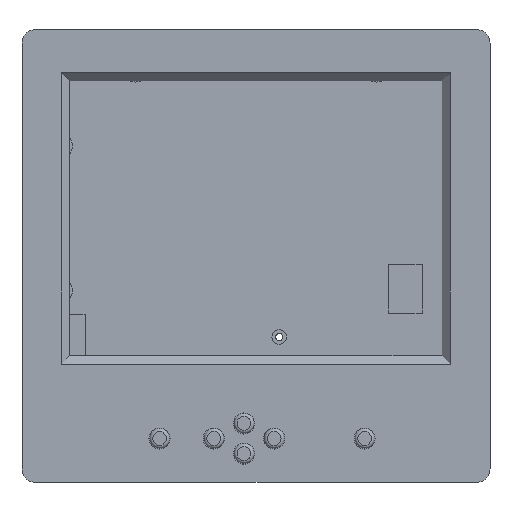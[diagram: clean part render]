
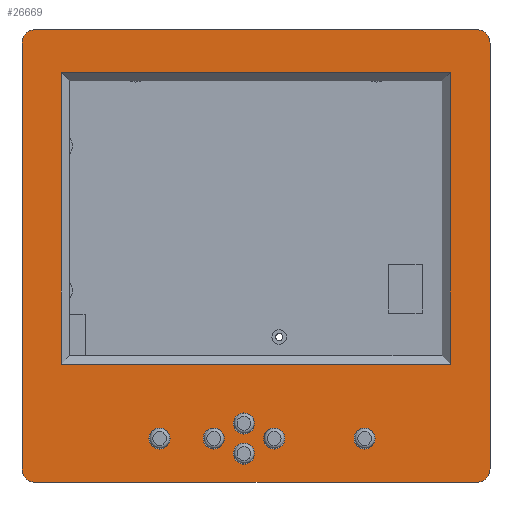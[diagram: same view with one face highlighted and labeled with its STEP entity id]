
A CAD part, top view. The second image highlights one B-rep face of the part: STEP entity #26669.
In plain terms, the highlighted planar face has unit normal (0, 0, 1).
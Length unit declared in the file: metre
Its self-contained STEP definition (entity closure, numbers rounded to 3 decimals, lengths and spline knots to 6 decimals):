
#1030=LINE('',#39473,#4071);
#1033=LINE('',#39483,#4074);
#1036=LINE('',#39508,#4077);
#1037=LINE('',#39511,#4078);
#1038=LINE('',#39512,#4079);
#1039=LINE('',#39515,#4080);
#1040=LINE('',#39517,#4081);
#1041=LINE('',#39519,#4082);
#4071=VECTOR('',#31664,1.);
#4074=VECTOR('',#31675,1.);
#4077=VECTOR('',#31700,1.);
#4078=VECTOR('',#31703,1.);
#4079=VECTOR('',#31704,1.);
#4080=VECTOR('',#31705,1.);
#4081=VECTOR('',#31706,1.);
#4082=VECTOR('',#31707,1.);
#7859=ORIENTED_EDGE('',*,*,#14995,.F.);
#7860=ORIENTED_EDGE('',*,*,#14996,.F.);
#7861=ORIENTED_EDGE('',*,*,#14997,.F.);
#7862=ORIENTED_EDGE('',*,*,#14998,.F.);
#7863=ORIENTED_EDGE('',*,*,#14999,.F.);
#7864=ORIENTED_EDGE('',*,*,#15000,.F.);
#7865=ORIENTED_EDGE('',*,*,#15001,.T.);
#7866=ORIENTED_EDGE('',*,*,#15002,.T.);
#7867=ORIENTED_EDGE('',*,*,#14993,.T.);
#7868=ORIENTED_EDGE('',*,*,#14990,.T.);
#7869=ORIENTED_EDGE('',*,*,#14987,.T.);
#7870=ORIENTED_EDGE('',*,*,#14985,.T.);
#7871=ORIENTED_EDGE('',*,*,#15003,.T.);
#7872=ORIENTED_EDGE('',*,*,#15004,.T.);
#7873=ORIENTED_EDGE('',*,*,#15005,.F.);
#7874=ORIENTED_EDGE('',*,*,#15006,.F.);
#7875=ORIENTED_EDGE('',*,*,#15007,.F.);
#7876=ORIENTED_EDGE('',*,*,#15008,.F.);
#14985=EDGE_CURVE('',#18665,#18668,#1030,.T.);
#14987=EDGE_CURVE('',#18670,#18665,#20954,.T.);
#14990=EDGE_CURVE('',#18672,#18670,#1033,.T.);
#14993=EDGE_CURVE('',#18674,#18672,#20956,.T.);
#14995=EDGE_CURVE('',#18675,#18675,#20957,.T.);
#14996=EDGE_CURVE('',#18676,#18676,#20958,.T.);
#14997=EDGE_CURVE('',#18677,#18677,#20959,.T.);
#14998=EDGE_CURVE('',#18678,#18678,#20960,.T.);
#14999=EDGE_CURVE('',#18679,#18679,#20961,.T.);
#15000=EDGE_CURVE('',#18680,#18680,#20962,.T.);
#15001=EDGE_CURVE('',#18681,#18682,#20963,.T.);
#15002=EDGE_CURVE('',#18682,#18674,#1036,.T.);
#15003=EDGE_CURVE('',#18668,#18683,#20964,.T.);
#15004=EDGE_CURVE('',#18683,#18681,#1037,.T.);
#15005=EDGE_CURVE('',#18684,#18685,#1038,.T.);
#15006=EDGE_CURVE('',#18686,#18684,#1039,.T.);
#15007=EDGE_CURVE('',#18687,#18686,#1040,.T.);
#15008=EDGE_CURVE('',#18685,#18687,#1041,.T.);
#18665=VERTEX_POINT('',#39467);
#18668=VERTEX_POINT('',#39472);
#18670=VERTEX_POINT('',#39478);
#18672=VERTEX_POINT('',#39484);
#18674=VERTEX_POINT('',#39490);
#18675=VERTEX_POINT('',#39494);
#18676=VERTEX_POINT('',#39496);
#18677=VERTEX_POINT('',#39498);
#18678=VERTEX_POINT('',#39500);
#18679=VERTEX_POINT('',#39502);
#18680=VERTEX_POINT('',#39504);
#18681=VERTEX_POINT('',#39506);
#18682=VERTEX_POINT('',#39507);
#18683=VERTEX_POINT('',#39510);
#18684=VERTEX_POINT('',#39513);
#18685=VERTEX_POINT('',#39514);
#18686=VERTEX_POINT('',#39516);
#18687=VERTEX_POINT('',#39518);
#20954=CIRCLE('',#28446,0.0045);
#20956=CIRCLE('',#28450,0.0045);
#20957=CIRCLE('',#28452,0.0035);
#20958=CIRCLE('',#28453,0.0035);
#20959=CIRCLE('',#28454,0.0035);
#20960=CIRCLE('',#28455,0.0035);
#20961=CIRCLE('',#28456,0.0035);
#20962=CIRCLE('',#28457,0.0035);
#20963=CIRCLE('',#28458,0.0045);
#20964=CIRCLE('',#28459,0.0045);
#21964=EDGE_LOOP('',(#7859));
#21965=EDGE_LOOP('',(#7860));
#21966=EDGE_LOOP('',(#7861));
#21967=EDGE_LOOP('',(#7862));
#21968=EDGE_LOOP('',(#7863));
#21969=EDGE_LOOP('',(#7864));
#21970=EDGE_LOOP('',(#7865,#7866,#7867,#7868,#7869,#7870,#7871,#7872));
#21971=EDGE_LOOP('',(#7873,#7874,#7875,#7876));
#23831=FACE_BOUND('',#21964,.T.);
#23832=FACE_BOUND('',#21965,.T.);
#23833=FACE_BOUND('',#21966,.T.);
#23834=FACE_BOUND('',#21967,.T.);
#23835=FACE_BOUND('',#21968,.T.);
#23836=FACE_BOUND('',#21969,.T.);
#23837=FACE_BOUND('',#21970,.T.);
#23838=FACE_BOUND('',#21971,.T.);
#25486=PLANE('',#28451);
#26669=ADVANCED_FACE('',(#23831,#23832,#23833,#23834,#23835,#23836,#23837,
#23838),#25486,.T.);
#28446=AXIS2_PLACEMENT_3D('',#39477,#31669,#31670);
#28450=AXIS2_PLACEMENT_3D('',#39489,#31681,#31682);
#28451=AXIS2_PLACEMENT_3D('',#39492,#31684,#31685);
#28452=AXIS2_PLACEMENT_3D('',#39493,#31686,#31687);
#28453=AXIS2_PLACEMENT_3D('',#39495,#31688,#31689);
#28454=AXIS2_PLACEMENT_3D('',#39497,#31690,#31691);
#28455=AXIS2_PLACEMENT_3D('',#39499,#31692,#31693);
#28456=AXIS2_PLACEMENT_3D('',#39501,#31694,#31695);
#28457=AXIS2_PLACEMENT_3D('',#39503,#31696,#31697);
#28458=AXIS2_PLACEMENT_3D('',#39505,#31698,#31699);
#28459=AXIS2_PLACEMENT_3D('',#39509,#31701,#31702);
#31664=DIRECTION('',(0.,-1.,0.));
#31669=DIRECTION('',(0.,0.,1.));
#31670=DIRECTION('',(0.,1.,0.));
#31675=DIRECTION('',(-1.,0.,0.));
#31681=DIRECTION('',(0.,0.,1.));
#31682=DIRECTION('',(1.,0.,0.));
#31684=DIRECTION('',(0.,0.,1.));
#31685=DIRECTION('',(1.,0.,0.));
#31686=DIRECTION('',(0.,0.,1.));
#31687=DIRECTION('',(1.,0.,0.));
#31688=DIRECTION('',(0.,0.,1.));
#31689=DIRECTION('',(1.,0.,0.));
#31690=DIRECTION('',(0.,0.,1.));
#31691=DIRECTION('',(1.,0.,0.));
#31692=DIRECTION('',(0.,0.,1.));
#31693=DIRECTION('',(1.,0.,0.));
#31694=DIRECTION('',(0.,0.,1.));
#31695=DIRECTION('',(1.,0.,0.));
#31696=DIRECTION('',(0.,0.,1.));
#31697=DIRECTION('',(1.,0.,0.));
#31698=DIRECTION('',(0.,0.,1.));
#31699=DIRECTION('',(0.,-1.,0.));
#31700=DIRECTION('',(0.,1.,0.));
#31701=DIRECTION('',(0.,0.,1.));
#31702=DIRECTION('',(-1.,0.,0.));
#31703=DIRECTION('',(1.,0.,0.));
#31704=DIRECTION('',(0.,-1.,0.));
#31705=DIRECTION('',(-1.,0.,0.));
#31706=DIRECTION('',(0.,1.,0.));
#31707=DIRECTION('',(1.,0.,0.));
#39467=CARTESIAN_POINT('',(0.,0.1207,0.));
#39472=CARTESIAN_POINT('',(0.,-0.0205,0.));
#39473=CARTESIAN_POINT('',(0.,0.1207,0.));
#39477=CARTESIAN_POINT('',(0.0045,0.1207,0.));
#39478=CARTESIAN_POINT('',(0.0045,0.1252,0.));
#39483=CARTESIAN_POINT('',(0.1507,0.1252,0.));
#39484=CARTESIAN_POINT('',(0.1507,0.1252,0.));
#39489=CARTESIAN_POINT('',(0.1507,0.1207,0.));
#39490=CARTESIAN_POINT('',(0.1552,0.1207,0.));
#39492=CARTESIAN_POINT('',(0.0776,0.0626,0.));
#39493=CARTESIAN_POINT('',(0.0456,-0.01045,0.));
#39494=CARTESIAN_POINT('',(0.0491,-0.01045,0.));
#39495=CARTESIAN_POINT('',(0.0836,-0.01045,0.));
#39496=CARTESIAN_POINT('',(0.0871,-0.01045,0.));
#39497=CARTESIAN_POINT('',(0.0736,-0.00545,0.));
#39498=CARTESIAN_POINT('',(0.0771,-0.00545,0.));
#39499=CARTESIAN_POINT('',(0.0736,-0.01545,0.));
#39500=CARTESIAN_POINT('',(0.0771,-0.01545,0.));
#39501=CARTESIAN_POINT('',(0.0636,-0.01045,0.));
#39502=CARTESIAN_POINT('',(0.0671,-0.01045,0.));
#39503=CARTESIAN_POINT('',(0.1136,-0.01045,0.));
#39504=CARTESIAN_POINT('',(0.1171,-0.01045,0.));
#39505=CARTESIAN_POINT('',(0.1507,-0.0205,0.));
#39506=CARTESIAN_POINT('',(0.1507,-0.025,0.));
#39507=CARTESIAN_POINT('',(0.1552,-0.0205,0.));
#39508=CARTESIAN_POINT('',(0.1552,0.0045,0.));
#39509=CARTESIAN_POINT('',(0.0045,-0.0205,0.));
#39510=CARTESIAN_POINT('',(0.0045,-0.025,0.));
#39511=CARTESIAN_POINT('',(0.,-0.025,0.));
#39512=CARTESIAN_POINT('',(0.013,0.0854,0.));
#39513=CARTESIAN_POINT('',(0.013,0.111,0.));
#39514=CARTESIAN_POINT('',(0.013,0.0142,0.));
#39515=CARTESIAN_POINT('',(0.10845,0.111,0.));
#39516=CARTESIAN_POINT('',(0.1421,0.111,0.));
#39517=CARTESIAN_POINT('',(0.1421,0.0398,0.));
#39518=CARTESIAN_POINT('',(0.1421,0.0142,0.));
#39519=CARTESIAN_POINT('',(0.0467,0.0142,0.));
